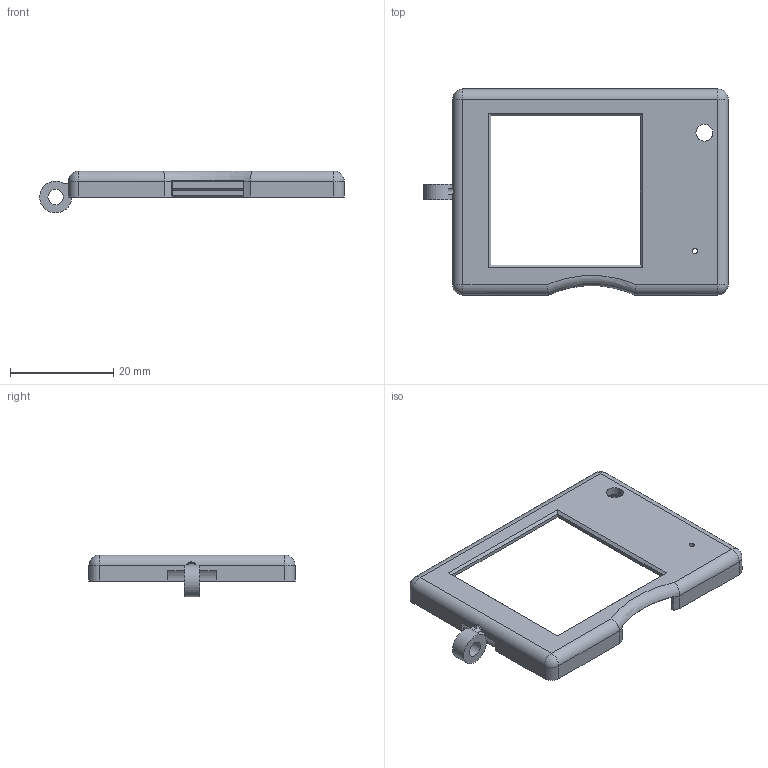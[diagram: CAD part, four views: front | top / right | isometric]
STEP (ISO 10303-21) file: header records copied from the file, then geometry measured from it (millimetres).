
FILE_DESCRIPTION(/* description */ (''),/* implementation_level */ '2;1');
FILE_NAME(/* name */ '1.stp',/* time_stamp */ '2020-09-05T16:43:17+08:00',/* author */ (''),/* organization */ (''),/* preprocessor_version */ 'ST-DEVELOPER v15.2',/* originating_system */ 'Autodesk Translator Framework v2.0.0.5431',/* authorisation */ '');
FILE_SCHEMA (('AUTOMOTIVE_DESIGN { 1 0 10303 214 3 1 1 }'));
Length unit declared in the file: centimetre
Products named in the file (1): 1
Bounding box: 59.1 x 40 x 8.15 mm (x, y, z)
Volume: 2917.8 mm3; surface area: 4102 mm2
Topology: 1 solids, 1 shells, 108 faces, 292 edges, 185 vertices
Faces by surface type: plane 82, cylinder 18, sphere 4, cone 2, bspline 1, torus 1
Full cylindrical faces by diameter (mm): 1 x1, 1.4 x1, 3 x1, 3.3 x1
Entity records: 3371 total; most frequent: CARTESIAN_POINT 665, ORIENTED_EDGE 570, DIRECTION 529, EDGE_CURVE 285, LINE 229, VECTOR 229, VERTEX_POINT 182, AXIS2_PLACEMENT_3D 150
